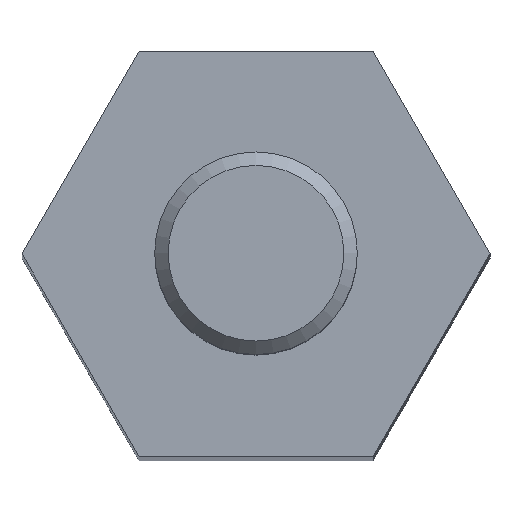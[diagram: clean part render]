
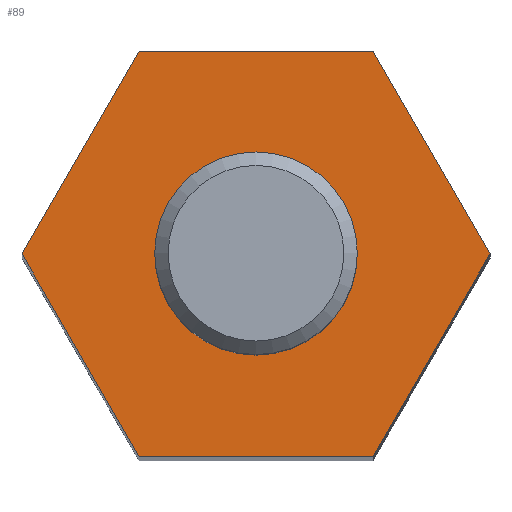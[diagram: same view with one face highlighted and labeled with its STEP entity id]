
A CAD part, top view. The second image highlights one B-rep face of the part: STEP entity #89.
In plain terms, the highlighted planar face has unit normal (0, 0, 1).
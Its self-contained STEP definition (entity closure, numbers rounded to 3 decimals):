
#89 = ADVANCED_FACE( '', ( #183, #184 ), #185, .T. );
#183 = FACE_BOUND( '', #277, .T. );
#184 = FACE_OUTER_BOUND( '', #278, .T. );
#185 = PLANE( '', #279 );
#277 = EDGE_LOOP( '', ( #446 ) );
#278 = EDGE_LOOP( '', ( #447, #448, #449, #450, #451, #452 ) );
#279 = AXIS2_PLACEMENT_3D( '', #453, #454, #455 );
#446 = ORIENTED_EDGE( '', *, *, #496, .T. );
#447 = ORIENTED_EDGE( '', *, *, #523, .T. );
#448 = ORIENTED_EDGE( '', *, *, #533, .T. );
#449 = ORIENTED_EDGE( '', *, *, #514, .T. );
#450 = ORIENTED_EDGE( '', *, *, #528, .T. );
#451 = ORIENTED_EDGE( '', *, *, #540, .T. );
#452 = ORIENTED_EDGE( '', *, *, #519, .T. );
#453 = CARTESIAN_POINT( '', ( 0., 0., 35. ) );
#454 = DIRECTION( '', ( 0., 0., 1. ) );
#455 = DIRECTION( '', ( 1., 0., 0. ) );
#496 = EDGE_CURVE( '', #571, #571, #572, .F. );
#514 = EDGE_CURVE( '', #598, #596, #599, .T. );
#519 = EDGE_CURVE( '', #606, #604, #607, .T. );
#523 = EDGE_CURVE( '', #604, #610, #612, .T. );
#528 = EDGE_CURVE( '', #596, #617, #619, .T. );
#533 = EDGE_CURVE( '', #610, #598, #625, .T. );
#540 = EDGE_CURVE( '', #617, #606, #634, .T. );
#571 = VERTEX_POINT( '', #704 );
#572 = CIRCLE( '', #705, 1.267 );
#596 = VERTEX_POINT( '', #755 );
#598 = VERTEX_POINT( '', #758 );
#599 = LINE( '', #759, #760 );
#604 = VERTEX_POINT( '', #771 );
#606 = VERTEX_POINT( '', #774 );
#607 = LINE( '', #775, #776 );
#610 = VERTEX_POINT( '', #780 );
#612 = LINE( '', #783, #784 );
#617 = VERTEX_POINT( '', #789 );
#619 = LINE( '', #792, #793 );
#625 = LINE( '', #806, #807 );
#634 = LINE( '', #816, #817 );
#704 = CARTESIAN_POINT( '', ( 1.267, 0., 35. ) );
#705 = AXIS2_PLACEMENT_3D( '', #837, #838, #839 );
#755 = CARTESIAN_POINT( '', ( -1.732, -3., 35. ) );
#758 = CARTESIAN_POINT( '', ( -3.464, 0., 35. ) );
#759 = CARTESIAN_POINT( '', ( -3.464, 0., 35. ) );
#760 = VECTOR( '', #862, 1000. );
#771 = CARTESIAN_POINT( '', ( 1.732, 3., 35. ) );
#774 = CARTESIAN_POINT( '', ( 3.464, 0., 35. ) );
#775 = CARTESIAN_POINT( '', ( 3.464, 0., 35. ) );
#776 = VECTOR( '', #865, 1000. );
#780 = CARTESIAN_POINT( '', ( -1.732, 3., 35. ) );
#783 = CARTESIAN_POINT( '', ( 1.732, 3., 35. ) );
#784 = VECTOR( '', #868, 1000. );
#789 = CARTESIAN_POINT( '', ( 1.732, -3., 35. ) );
#792 = CARTESIAN_POINT( '', ( -1.732, -3., 35. ) );
#793 = VECTOR( '', #873, 1000. );
#806 = CARTESIAN_POINT( '', ( -1.732, 3., 35. ) );
#807 = VECTOR( '', #877, 1000. );
#816 = CARTESIAN_POINT( '', ( 1.732, -3., 35. ) );
#817 = VECTOR( '', #884, 1000. );
#837 = CARTESIAN_POINT( '', ( 0., 0., 35. ) );
#838 = DIRECTION( '', ( 0., 0., 1. ) );
#839 = DIRECTION( '', ( 1., 0., 0. ) );
#862 = DIRECTION( '', ( 0.5, -0.866, 0. ) );
#865 = DIRECTION( '', ( -0.5, 0.866, 0. ) );
#868 = DIRECTION( '', ( -1., 0., 0. ) );
#873 = DIRECTION( '', ( 1., 0., 0. ) );
#877 = DIRECTION( '', ( -0.5, -0.866, 0. ) );
#884 = DIRECTION( '', ( 0.5, 0.866, 0. ) );
